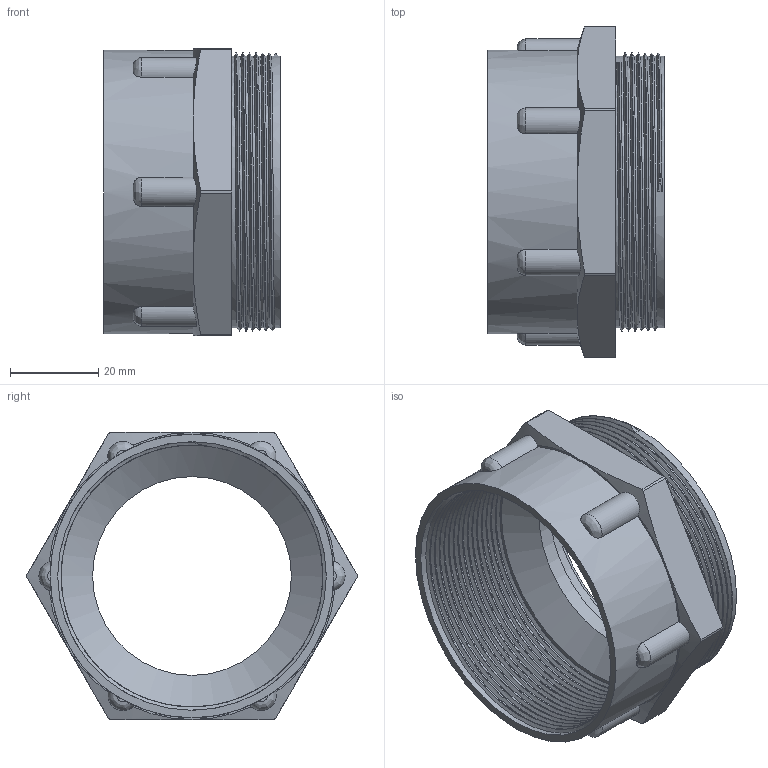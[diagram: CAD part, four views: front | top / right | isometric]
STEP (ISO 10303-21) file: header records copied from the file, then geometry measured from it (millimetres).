
FILE_DESCRIPTION(/* description */ ('Adapter sechskant M 63x1,5 / PG 48'),/* implementation_level */ '2;1');
FILE_NAME(/* name */ '11076348-RST.stp',/* time_stamp */ '2021-08-11T07:49:58+02:00',/* author */ ('sl'),/* organization */ (''),/* preprocessor_version */ 'ST-DEVELOPER v16.5',/* originating_system */ 'Autodesk Inventor 2017',/* authorisation */ '');
FILE_SCHEMA (('AUTOMOTIVE_DESIGN { 1 0 10303 214 3 1 1 }'));
Length unit declared in the file: millimetre
Products named in the file (1): 11076348
Bounding box: 40 x 74.75 x 65 mm (x, y, z)
Volume: 28546.8 mm3; surface area: 22587.1 mm2
Topology: 1 solids, 1 shells, 86 faces, 236 edges, 154 vertices
Faces by surface type: cylinder 36, plane 32, bspline 10, cone 7, torus 1
Full cylindrical faces by diameter (mm): 45 x1, 54.84 x1, 60.822 x15, 61.478 x6, 64.25 x1
Entity records: 6346 total; most frequent: CARTESIAN_POINT 4816, ORIENTED_EDGE 326, DIRECTION 295, EDGE_CURVE 163, AXIS2_PLACEMENT_3D 125, VERTEX_POINT 109, EDGE_LOOP 78, CIRCLE 68
